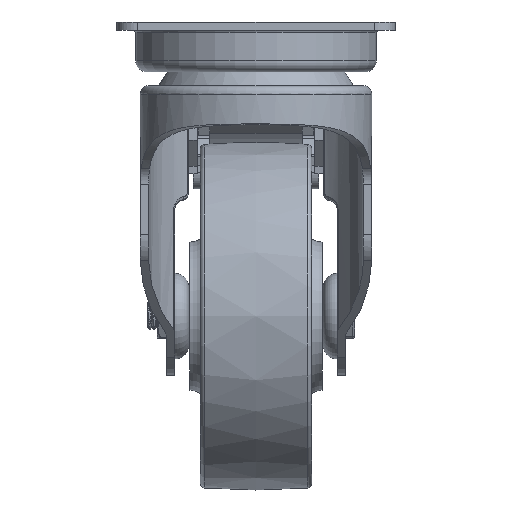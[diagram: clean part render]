
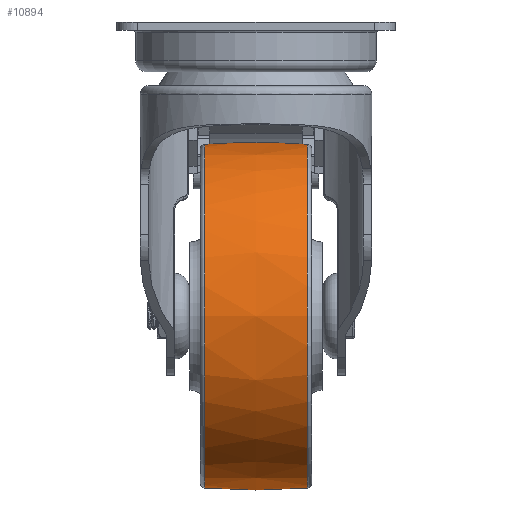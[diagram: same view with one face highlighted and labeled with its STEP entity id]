
A CAD part, left-side view. The second image highlights one B-rep face of the part: STEP entity #10894.
In plain terms, the highlighted free-form (B-spline) face has degree [2, 2] with [3, 9] control points.
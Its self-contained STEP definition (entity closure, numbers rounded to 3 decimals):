
#22=(
BOUNDED_SURFACE()
B_SPLINE_SURFACE(2,2,((#23321,#23322,#23323,#23324,#23325,#23326,#23327,
#23328,#23329),(#23330,#23331,#23332,#23333,#23334,#23335,#23336,#23337,
#23338),(#23339,#23340,#23341,#23342,#23343,#23344,#23345,#23346,#23347)),
 .UNSPECIFIED.,.F.,.T.,.F.)
B_SPLINE_SURFACE_WITH_KNOTS((3,3),(3,2,2,2,3),(-0.077,0.077),
(-3.142,-1.571,0.,1.571,3.142),
 .UNSPECIFIED.)
GEOMETRIC_REPRESENTATION_ITEM()
RATIONAL_B_SPLINE_SURFACE(((1.,0.707,1.,0.707,1.,
0.707,1.,0.707,1.),(0.997,0.705,
0.997,0.705,0.997,0.705,
0.997,0.705,0.997),(1.,0.707,
1.,0.707,1.,0.707,1.,0.707,1.)))
REPRESENTATION_ITEM('')
SURFACE()
);
#1425=FACE_OUTER_BOUND('',#2117,.T.);
#2117=EDGE_LOOP('',(#9333,#9334,#9335,#9336));
#4188=CIRCLE('',#12151,37.074);
#4189=CIRCLE('',#12152,144.25);
#4190=CIRCLE('',#12153,37.074);
#5150=VERTEX_POINT('',#23348);
#5151=VERTEX_POINT('',#23350);
#6584=EDGE_CURVE('',#5150,#5150,#4188,.T.);
#6585=EDGE_CURVE('',#5150,#5151,#4189,.T.);
#6586=EDGE_CURVE('',#5151,#5151,#4190,.T.);
#9333=ORIENTED_EDGE('',*,*,#6584,.F.);
#9334=ORIENTED_EDGE('',*,*,#6585,.T.);
#9335=ORIENTED_EDGE('',*,*,#6586,.T.);
#9336=ORIENTED_EDGE('',*,*,#6585,.F.);
#10894=ADVANCED_FACE('',(#1425),#22,.F.);
#12151=AXIS2_PLACEMENT_3D('',#23349,#14941,#14942);
#12152=AXIS2_PLACEMENT_3D('',#23351,#14943,#14944);
#12153=AXIS2_PLACEMENT_3D('',#23352,#14945,#14946);
#14941=DIRECTION('center_axis',(0.,-1.,0.));
#14942=DIRECTION('ref_axis',(0.,0.,
1.));
#14943=DIRECTION('center_axis',(-1.,0.,0.));
#14944=DIRECTION('ref_axis',(0.,0.,
1.));
#14945=DIRECTION('center_axis',(0.,-1.,0.));
#14946=DIRECTION('ref_axis',(0.,0.,
1.));
#23321=CARTESIAN_POINT('Ctrl Pts',(0.,11.077,
37.074));
#23322=CARTESIAN_POINT('Ctrl Pts',(-37.074,11.077,37.074));
#23323=CARTESIAN_POINT('Ctrl Pts',(-37.074,11.077,0.));
#23324=CARTESIAN_POINT('Ctrl Pts',(-37.074,11.077,-37.074));
#23325=CARTESIAN_POINT('Ctrl Pts',(0.,11.077,
-37.074));
#23326=CARTESIAN_POINT('Ctrl Pts',(37.074,11.077,-37.074));
#23327=CARTESIAN_POINT('Ctrl Pts',(37.074,11.077,0.));
#23328=CARTESIAN_POINT('Ctrl Pts',(37.074,11.077,37.074));
#23329=CARTESIAN_POINT('Ctrl Pts',(0.,11.077,
37.074));
#23330=CARTESIAN_POINT('Ctrl Pts',(0.,0.,
37.927));
#23331=CARTESIAN_POINT('Ctrl Pts',(-37.927,0.,
37.927));
#23332=CARTESIAN_POINT('Ctrl Pts',(-37.927,0.,
0.));
#23333=CARTESIAN_POINT('Ctrl Pts',(-37.927,0.,
-37.927));
#23334=CARTESIAN_POINT('Ctrl Pts',(0.,0.,
-37.927));
#23335=CARTESIAN_POINT('Ctrl Pts',(37.927,0.,
-37.927));
#23336=CARTESIAN_POINT('Ctrl Pts',(37.927,0.,
0.));
#23337=CARTESIAN_POINT('Ctrl Pts',(37.927,0.,
37.927));
#23338=CARTESIAN_POINT('Ctrl Pts',(0.,0.,
37.927));
#23339=CARTESIAN_POINT('Ctrl Pts',(0.,-11.077,
37.074));
#23340=CARTESIAN_POINT('Ctrl Pts',(-37.074,-11.077,
37.074));
#23341=CARTESIAN_POINT('Ctrl Pts',(-37.074,-11.077,
0.));
#23342=CARTESIAN_POINT('Ctrl Pts',(-37.074,-11.077,
-37.074));
#23343=CARTESIAN_POINT('Ctrl Pts',(0.,-11.077,
-37.074));
#23344=CARTESIAN_POINT('Ctrl Pts',(37.074,-11.077,-37.074));
#23345=CARTESIAN_POINT('Ctrl Pts',(37.074,-11.077,0.));
#23346=CARTESIAN_POINT('Ctrl Pts',(37.074,-11.077,37.074));
#23347=CARTESIAN_POINT('Ctrl Pts',(0.,-11.077,
37.074));
#23348=CARTESIAN_POINT('',(0.,-11.077,37.074));
#23349=CARTESIAN_POINT('Origin',(0.,-11.077,
0.));
#23350=CARTESIAN_POINT('',(0.,11.077,37.074));
#23351=CARTESIAN_POINT('Origin',(0.,0.,
-106.75));
#23352=CARTESIAN_POINT('Origin',(0.,11.077,
0.));
